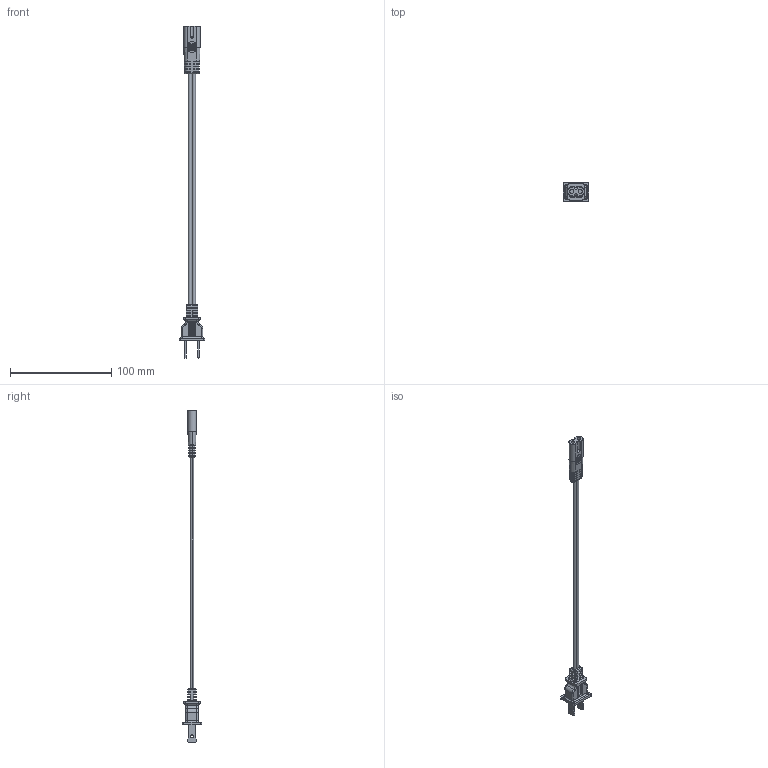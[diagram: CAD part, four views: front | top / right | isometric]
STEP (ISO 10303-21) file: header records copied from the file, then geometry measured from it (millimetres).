
FILE_DESCRIPTION (( 'STEP AP203' ), '1' );
FILE_NAME ('PCM1000.STEP', '2006-06-23T19:45:09', ( 'lcom' ), ( 'lcom' ), 'SwSTEP 2.0', 'SolidWorks 2006004', '' );
FILE_SCHEMA (( 'CONFIG_CONTROL_DESIGN' ));
Length unit declared in the file: inch
Products named in the file (4): NAMA P POLARIZED; PCM1000; EN60320 C7; SPT-2 18AWGx2 60 CELSIUS
Assembly tree (3 placements, depth 2):
  PCM1000
    NAMA P POLARIZED
    SPT-2 18AWGx2 60 CELSIUS
    EN60320 C7
Bounding box: 25.4 x 18.8 x 327.28 mm (x, y, z)
Volume: 14714.5 mm3; surface area: 12167.8 mm2
Topology: 3 solids, 3 shells, 483 faces, 1408 edges, 915 vertices
Faces by surface type: plane 298, cylinder 153, torus 19, sphere 6, bspline 4, cone 3
Entity records: 18897 total; most frequent: CARTESIAN_POINT 5691, ORIENTED_EDGE 2800, DIRECTION 2592, EDGE_CURVE 1400, VECTOR 924, LINE 924, VERTEX_POINT 913, AXIS2_PLACEMENT_3D 834
